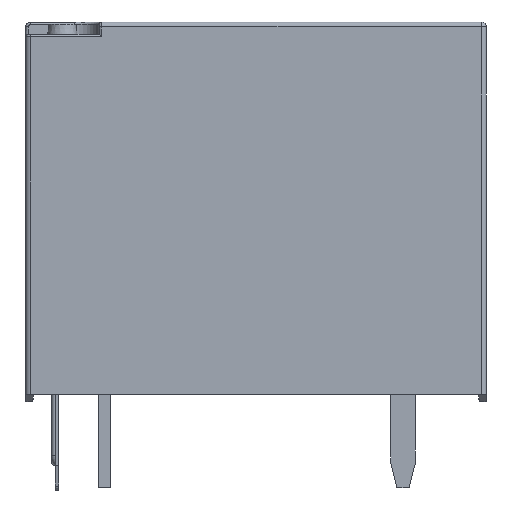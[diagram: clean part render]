
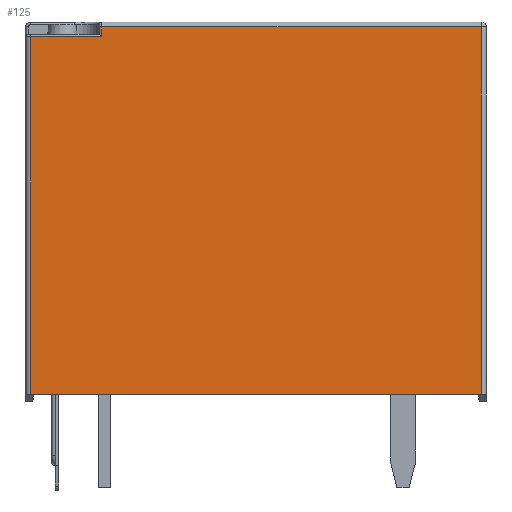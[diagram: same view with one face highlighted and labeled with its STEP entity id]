
A CAD part, left-side view. The second image highlights one B-rep face of the part: STEP entity #125.
In plain terms, the highlighted planar face has unit normal (-1, 0, 0).
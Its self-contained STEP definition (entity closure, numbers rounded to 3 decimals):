
#125=ADVANCED_FACE('',(#477),#478,.F.);
#477=FACE_OUTER_BOUND('',#1140,.T.);
#478=PLANE('',#1141);
#1140=EDGE_LOOP('',(#2271,#2272,#2273,#2274,#2275,#2276));
#1141=AXIS2_PLACEMENT_3D('',#2277,#2278,#2279);
#2271=ORIENTED_EDGE('',*,*,#4758,.T.);
#2272=ORIENTED_EDGE('',*,*,#4759,.T.);
#2273=ORIENTED_EDGE('',*,*,#4644,.T.);
#2274=ORIENTED_EDGE('',*,*,#4713,.T.);
#2275=ORIENTED_EDGE('',*,*,#4760,.T.);
#2276=ORIENTED_EDGE('',*,*,#4761,.T.);
#2277=CARTESIAN_POINT('',(-7.55,0.6,11.8));
#2278=DIRECTION('',(1.0,0.,0.));
#2279=DIRECTION('',(0.0,1.0,0.));
#4644=EDGE_CURVE('',#5503,#5504,#5505,.T.);
#4713=EDGE_CURVE('',#5504,#5637,#5639,.T.);
#4758=EDGE_CURVE('',#5717,#5718,#5719,.T.);
#4759=EDGE_CURVE('',#5718,#5503,#5720,.T.);
#4760=EDGE_CURVE('',#5637,#5721,#5722,.T.);
#4761=EDGE_CURVE('',#5721,#5717,#5723,.T.);
#5503=VERTEX_POINT('',#6864);
#5504=VERTEX_POINT('',#6865);
#5505=LINE('',#6866,#6867);
#5637=VERTEX_POINT('',#7050);
#5639=LINE('',#7052,#7053);
#5717=VERTEX_POINT('',#7171);
#5718=VERTEX_POINT('',#7172);
#5719=LINE('',#7173,#7174);
#5720=LINE('',#7175,#7176);
#5721=VERTEX_POINT('',#7177);
#5722=LINE('',#7178,#7179);
#5723=LINE('',#7180,#7181);
#6864=CARTESIAN_POINT('',(-7.55,9.8,11.2));
#6865=CARTESIAN_POINT('',(-7.55,9.8,-3.4));
#6866=CARTESIAN_POINT('',(-7.55,9.8,-3.4));
#6867=VECTOR('',#8856,1.0);
#7050=CARTESIAN_POINT('',(-7.55,-8.6,-3.4));
#7052=CARTESIAN_POINT('',(-7.55,0.6,-3.4));
#7053=VECTOR('',#8959,1.0);
#7171=CARTESIAN_POINT('',(-7.55,6.9,11.6));
#7172=CARTESIAN_POINT('',(-7.55,6.9,11.2));
#7173=CARTESIAN_POINT('',(-7.55,6.9,11.8));
#7174=VECTOR('',#9012,1.0);
#7175=CARTESIAN_POINT('',(-7.55,9.8,11.2));
#7176=VECTOR('',#9013,1.0);
#7177=CARTESIAN_POINT('',(-7.55,-8.6,11.6));
#7178=CARTESIAN_POINT('',(-7.55,-8.6,11.6));
#7179=VECTOR('',#9014,1.0);
#7180=CARTESIAN_POINT('',(-7.55,0.6,11.6));
#7181=VECTOR('',#9015,1.0);
#8856=DIRECTION('',(0.0,0.0,-1.0));
#8959=DIRECTION('',(0.,-1.0,0.0));
#9012=DIRECTION('',(0.0,0.0,-1.0));
#9013=DIRECTION('',(0.,1.0,0.0));
#9014=DIRECTION('',(0.0,0.0,1.0));
#9015=DIRECTION('',(0.,1.0,0.0));
